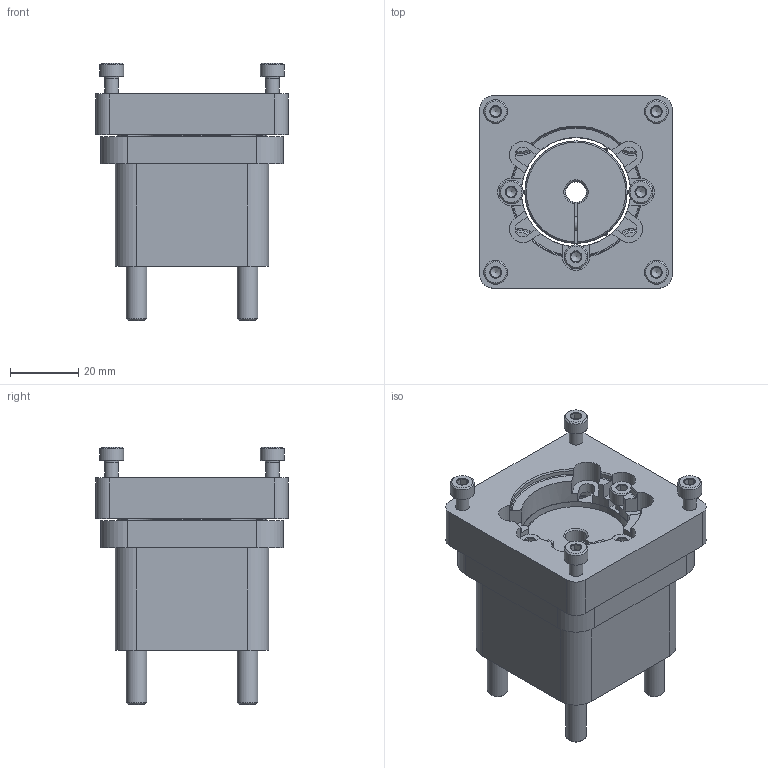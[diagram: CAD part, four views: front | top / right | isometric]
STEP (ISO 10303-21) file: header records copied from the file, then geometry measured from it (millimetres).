
FILE_DESCRIPTION(/* description */ ('STEP AP214'),/* implementation_level */ '2;1');
FILE_NAME(/* name */ '550980_EAMM-A-D32-57A',/* time_stamp */ '2024-08-21T08:48:05+02:00',/* author */ ('License CC BY-ND 4.0'),/* organization */ ('CADENAS'),/* preprocessor_version */ 'ST-DEVELOPER v19.3',/* originating_system */ 'PARTsolutions',/* authorisation */ ' ');
FILE_SCHEMA (('AUTOMOTIVE_DESIGN {1 0 10303 214 3 1 1}'));
Length unit declared in the file: millimetre
Products named in the file (6): 550980 EAMM-A-D32-57A; 551006 EAMK-A-D32-44A/C---(1O); DIN-912 - M6x30(F); 663532 EAMF-A-44A/B-57A(20); DIN-912 - M4x12(F); 551002 EAMC-30-32-6-6.35
Assembly tree (14 placements, depth 2):
  550980 EAMM-A-D32-57A
    551006 EAMK-A-D32-44A/C---(1O)
    DIN-912 - M6x30(F)  x4
    663532 EAMF-A-44A/B-57A(20)
    DIN-912 - M4x12(F)  x7
    551002 EAMC-30-32-6-6.35
Bounding box: 56.4 x 56.4 x 75.5 mm (x, y, z)
Volume: 90136.1 mm3; surface area: 44585.5 mm2
Topology: 14 solids, 15 shells, 641 faces, 1493 edges, 906 vertices
Faces by surface type: plane 297, cylinder 174, cone 154, torus 16
Full cylindrical faces by diameter (mm): 2 x12, 3.242 x10, 4 x9, 6 x4, 6.6 x4, 7 x8, 8 x1, 10 x4, 11 x4, 14.2 x1, 32 x1, 44 x1
Entity records: 11986 total; most frequent: CARTESIAN_POINT 2261, DIRECTION 2108, ORIENTED_EDGE 1858, EDGE_CURVE 929, AXIS2_PLACEMENT_3D 849, VERTEX_POINT 645, FACE_BOUND 516, EDGE_LOOP 510
